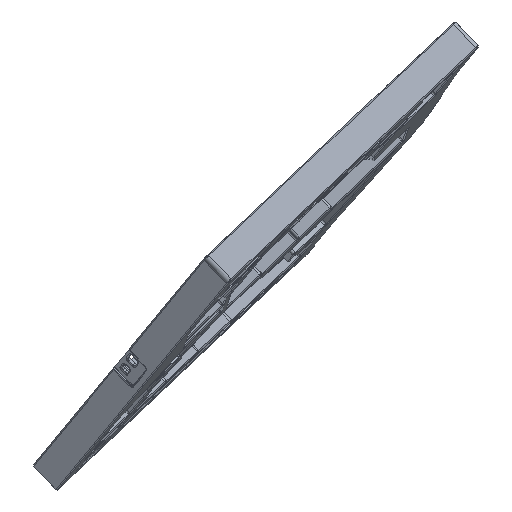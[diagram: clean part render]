
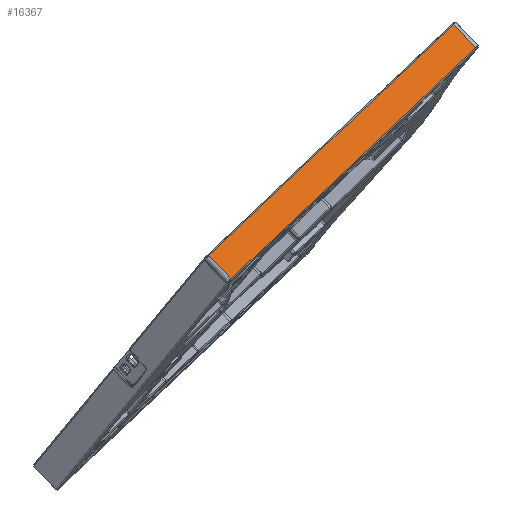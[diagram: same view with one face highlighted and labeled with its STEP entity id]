
A CAD part, left-side view. The second image highlights one B-rep face of the part: STEP entity #16367.
In plain terms, the highlighted planar face has unit normal (-0.962, -0.174, 0.21).
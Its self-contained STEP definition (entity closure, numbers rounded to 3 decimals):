
#2189=DIRECTION('',(-0.271,0.7,-0.661));
#2190=VECTOR('',#2189,135.839);
#2191=CARTESIAN_POINT('',(-215.889,-99.327,
377.489));
#2192=LINE('',#2191,#2190);
#2205=DIRECTION('',(0.032,0.693,0.72));
#2206=VECTOR('',#2205,12.5);
#2207=CARTESIAN_POINT('',(-253.061,-12.952,
278.665));
#2208=LINE('',#2207,#2206);
#2217=DIRECTION('',(0.271,-0.7,0.661));
#2218=VECTOR('',#2217,135.839);
#2219=CARTESIAN_POINT('',(-253.061,-12.952,
278.665));
#2220=LINE('',#2219,#2218);
#2420=DIRECTION('',(0.032,0.693,0.72));
#2421=VECTOR('',#2420,12.5);
#2422=CARTESIAN_POINT('',(-216.291,-107.99,
368.487));
#2423=LINE('',#2422,#2421);
#12680=CARTESIAN_POINT('',(-252.659,-4.288,
287.667));
#12681=VERTEX_POINT('',#12680);
#12684=CARTESIAN_POINT('',(-215.889,-99.327,
377.489));
#12685=VERTEX_POINT('',#12684);
#12686=CARTESIAN_POINT('',(-253.061,-12.952,
278.665));
#12687=CARTESIAN_POINT('',(-216.291,-107.99,
368.487));
#12688=VERTEX_POINT('',#12686);
#12689=VERTEX_POINT('',#12687);
#16353=CARTESIAN_POINT('',(-215.766,-109.736,
369.45));
#16354=DIRECTION('',(-0.962,-0.174,0.21));
#16355=DIRECTION('',(-0.271,0.7,-0.661));
#16356=AXIS2_PLACEMENT_3D('',#16353,#16354,#16355);
#16357=PLANE('',#16356);
#16359=ORIENTED_EDGE('',*,*,#16358,.F.);
#16361=ORIENTED_EDGE('',*,*,#16360,.T.);
#16362=ORIENTED_EDGE('',*,*,#16344,.F.);
#16364=ORIENTED_EDGE('',*,*,#16363,.F.);
#16365=EDGE_LOOP('',(#16359,#16361,#16362,#16364));
#16366=FACE_OUTER_BOUND('',#16365,.F.);
#16367=ADVANCED_FACE('',(#16366),#16357,.T.);
#16344=EDGE_CURVE('',#12685,#12681,#2192,.T.);
#16358=EDGE_CURVE('',#12688,#12689,#2220,.T.);
#16360=EDGE_CURVE('',#12688,#12681,#2208,.T.);
#16363=EDGE_CURVE('',#12689,#12685,#2423,.T.);
